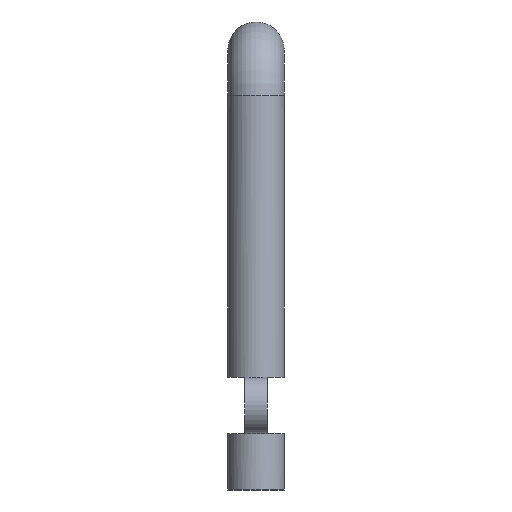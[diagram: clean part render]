
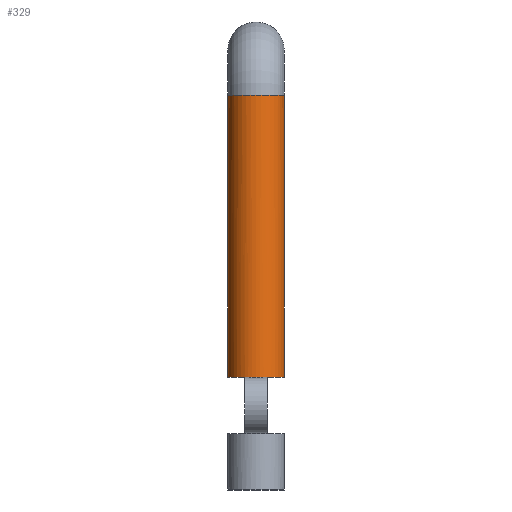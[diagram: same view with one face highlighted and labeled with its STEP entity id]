
A CAD part, left-side view. The second image highlights one B-rep face of the part: STEP entity #329.
In plain terms, the highlighted cylindrical face has radius 1.25 mm (diameter 2.5 mm), a full revolution.
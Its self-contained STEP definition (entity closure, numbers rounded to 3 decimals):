
#33=LINE('',#610,#46);
#46=VECTOR('',#449,1.25);
#61=FACE_OUTER_BOUND('',#86,.T.);
#86=EDGE_LOOP('',(#242,#243,#244,#245,#246,#247,#248,#249));
#117=CIRCLE('',#379,1.25);
#118=CIRCLE('',#380,1.25);
#119=CIRCLE('',#381,1.25);
#138=B_SPLINE_CURVE_WITH_KNOTS('',3,(#593,#594,#595,#596,#597,#598,#599),
 .UNSPECIFIED.,.F.,.F.,(4,3,4),(-0.05,0.,0.05),
 .UNSPECIFIED.);
#139=B_SPLINE_CURVE_WITH_KNOTS('',3,(#605,#606,#607,#608),.UNSPECIFIED.,
 .F.,.F.,(4,4),(0.486,0.537),.UNSPECIFIED.);
#140=B_SPLINE_CURVE_WITH_KNOTS('',3,(#613,#614,#615,#616),.UNSPECIFIED.,
 .F.,.F.,(4,4),(0.537,0.587),.UNSPECIFIED.);
#157=VERTEX_POINT('',#590);
#158=VERTEX_POINT('',#592);
#159=VERTEX_POINT('',#602);
#160=VERTEX_POINT('',#604);
#161=VERTEX_POINT('',#609);
#162=VERTEX_POINT('',#612);
#187=EDGE_CURVE('',#158,#157,#138,.T.);
#189=EDGE_CURVE('',#157,#159,#117,.T.);
#190=EDGE_CURVE('',#159,#160,#139,.T.);
#191=EDGE_CURVE('',#160,#161,#33,.T.);
#192=EDGE_CURVE('',#161,#161,#118,.T.);
#193=EDGE_CURVE('',#160,#162,#140,.T.);
#194=EDGE_CURVE('',#162,#158,#119,.T.);
#242=ORIENTED_EDGE('',*,*,#187,.T.);
#243=ORIENTED_EDGE('',*,*,#189,.T.);
#244=ORIENTED_EDGE('',*,*,#190,.T.);
#245=ORIENTED_EDGE('',*,*,#191,.T.);
#246=ORIENTED_EDGE('',*,*,#192,.T.);
#247=ORIENTED_EDGE('',*,*,#191,.F.);
#248=ORIENTED_EDGE('',*,*,#193,.T.);
#249=ORIENTED_EDGE('',*,*,#194,.T.);
#320=CYLINDRICAL_SURFACE('',#378,1.25);
#329=ADVANCED_FACE('',(#61),#320,.T.);
#378=AXIS2_PLACEMENT_3D('',#601,#445,#446);
#379=AXIS2_PLACEMENT_3D('',#603,#447,#448);
#380=AXIS2_PLACEMENT_3D('',#611,#450,#451);
#381=AXIS2_PLACEMENT_3D('',#617,#452,#453);
#445=DIRECTION('center_axis',(0.,0.,-1.));
#446=DIRECTION('ref_axis',(-1.,0.,0.));
#447=DIRECTION('center_axis',(0.,0.,1.));
#448=DIRECTION('ref_axis',(-1.,0.,0.));
#449=DIRECTION('',(0.,0.,1.));
#450=DIRECTION('center_axis',(0.,0.,-1.));
#451=DIRECTION('ref_axis',(-1.,0.,0.));
#452=DIRECTION('center_axis',(0.,0.,1.));
#453=DIRECTION('ref_axis',(-1.,0.,0.));
#590=CARTESIAN_POINT('',(-11.146,-0.5,2.5));
#592=CARTESIAN_POINT('',(-11.146,0.5,2.5));
#593=CARTESIAN_POINT('Ctrl Pts',(-11.146,0.5,2.5));
#594=CARTESIAN_POINT('Ctrl Pts',(-11.215,0.341,2.5));
#595=CARTESIAN_POINT('Ctrl Pts',(-11.25,0.167,2.496));
#596=CARTESIAN_POINT('Ctrl Pts',(-11.25,0.,2.496));
#597=CARTESIAN_POINT('Ctrl Pts',(-11.25,-0.167,2.496));
#598=CARTESIAN_POINT('Ctrl Pts',(-11.215,-0.341,2.5));
#599=CARTESIAN_POINT('Ctrl Pts',(-11.146,-0.5,2.5));
#601=CARTESIAN_POINT('Origin',(-10.,0.,15.));
#602=CARTESIAN_POINT('',(-8.854,-0.5,2.5));
#603=CARTESIAN_POINT('Origin',(-10.,0.,2.5));
#604=CARTESIAN_POINT('',(-8.75,0.,2.496));
#605=CARTESIAN_POINT('Ctrl Pts',(-8.854,-0.5,2.5));
#606=CARTESIAN_POINT('Ctrl Pts',(-8.785,-0.341,2.5));
#607=CARTESIAN_POINT('Ctrl Pts',(-8.75,-0.167,2.496));
#608=CARTESIAN_POINT('Ctrl Pts',(-8.75,0.,2.496));
#609=CARTESIAN_POINT('',(-8.75,0.,15.));
#610=CARTESIAN_POINT('',(-8.75,0.,15.));
#611=CARTESIAN_POINT('Origin',(-10.,0.,15.));
#612=CARTESIAN_POINT('',(-8.854,0.5,2.5));
#613=CARTESIAN_POINT('Ctrl Pts',(-8.75,0.,2.496));
#614=CARTESIAN_POINT('Ctrl Pts',(-8.75,0.167,2.496));
#615=CARTESIAN_POINT('Ctrl Pts',(-8.785,0.341,2.5));
#616=CARTESIAN_POINT('Ctrl Pts',(-8.854,0.5,2.5));
#617=CARTESIAN_POINT('Origin',(-10.,0.,2.5));
